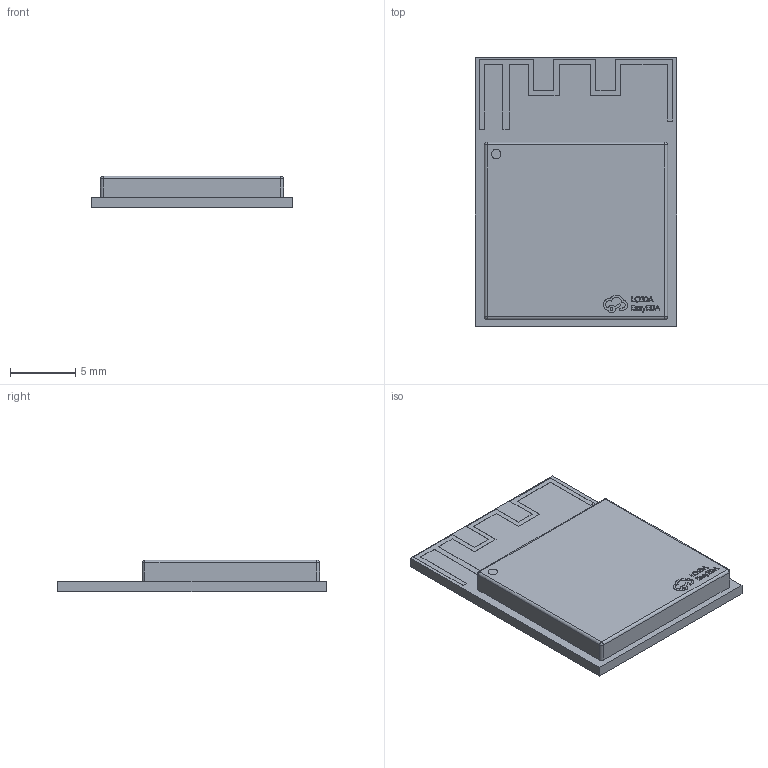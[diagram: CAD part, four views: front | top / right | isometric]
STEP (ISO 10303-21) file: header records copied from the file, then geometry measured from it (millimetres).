
FILE_DESCRIPTION(('FreeCAD Model'),'2;1');
FILE_NAME('Open CASCADE Shape Model','2024-11-09T12:03:29',(''),(''), 'Open CASCADE STEP processor 7.6','FreeCAD','Unknown');
FILE_SCHEMA(('AUTOMOTIVE_DESIGN { 1 0 10303 214 1 1 1 1 }'));
Length unit declared in the file: millimetre
Products named in the file (3): vn4K-U1; BULETM-SMD_ESP32-S3-MINI-1-N8; SOLID
Assembly tree (2 placements, depth 3):
  vn4K-U1
    BULETM-SMD_ESP32-S3-MINI-1-N8
      SOLID
Bounding box: 15.4 x 20.5 x 2.43 mm (x, y, z)
Volume: 556.4 mm3; surface area: 776.8 mm2
Topology: 1 solids, 1 shells, 704 faces, 1792 edges, 1188 vertices
Faces by surface type: plane 578, bspline 112, cylinder 10, sphere 4
Entity records: 50796 total; most frequent: CARTESIAN_POINT 10817, DIRECTION 5878, LINE 4644, VECTOR 4644, ORIENTED_EDGE 3576, PCURVE 3576, DEFINITIONAL_REPRESENTATION 3576, EDGE_CURVE 1788
